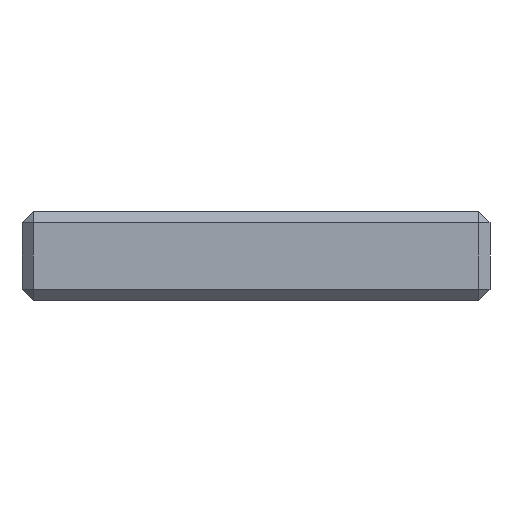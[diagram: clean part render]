
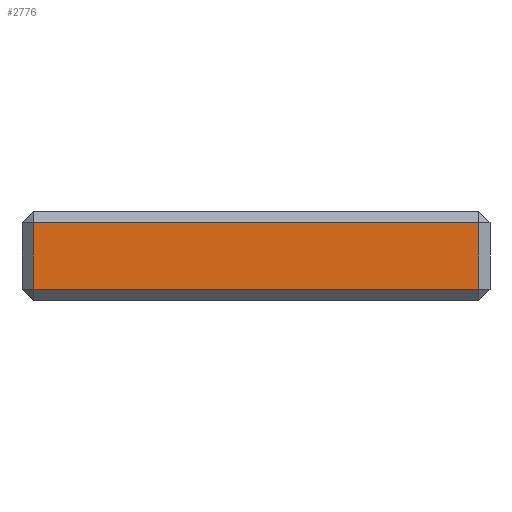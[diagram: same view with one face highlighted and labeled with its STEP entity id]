
A CAD part, front view. The second image highlights one B-rep face of the part: STEP entity #2776.
In plain terms, the highlighted planar face has unit normal (0, -1, 0).
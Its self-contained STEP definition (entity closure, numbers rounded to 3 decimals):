
#37 = VERTEX_POINT ( 'NONE', #722 ) ;
#99 = VERTEX_POINT ( 'NONE', #2163 ) ;
#156 = EDGE_CURVE ( 'NONE', #99, #2208, #1517, .T. ) ;
#204 = CARTESIAN_POINT ( 'NONE',  ( 4., 3., 1. ) ) ;
#231 = ORIENTED_EDGE ( 'NONE', *, *, #1787, .F. ) ;
#470 = VECTOR ( 'NONE', #1548, 1000. ) ;
#486 = VERTEX_POINT ( 'NONE', #2325 ) ;
#564 = LINE ( 'NONE', #1484, #2356 ) ;
#605 = AXIS2_PLACEMENT_3D ( 'NONE', #741, #2628, #1593 ) ;
#658 = CARTESIAN_POINT ( 'NONE',  ( 4., 3., 0. ) ) ;
#722 = CARTESIAN_POINT ( 'NONE',  ( 44., 3., 7. ) ) ;
#741 = CARTESIAN_POINT ( 'NONE',  ( 3., 3., 0. ) ) ;
#830 = DIRECTION ( 'NONE',  ( 1., 0., 0. ) ) ;
#1075 = ORIENTED_EDGE ( 'NONE', *, *, #2651, .F. ) ;
#1236 = CARTESIAN_POINT ( 'NONE',  ( 13.5, 3., 1. ) ) ;
#1433 = FACE_OUTER_BOUND ( 'NONE', #1739, .T. ) ;
#1484 = CARTESIAN_POINT ( 'NONE',  ( 13.5, 3., 7. ) ) ;
#1517 = LINE ( 'NONE', #1236, #470 ) ;
#1548 = DIRECTION ( 'NONE',  ( -1., 0., 0. ) ) ;
#1554 = VECTOR ( 'NONE', #2030, 1000. ) ;
#1593 = DIRECTION ( 'NONE',  ( -1., 0., 0. ) ) ;
#1616 = DIRECTION ( 'NONE',  ( 0., 0., -1. ) ) ;
#1625 = ORIENTED_EDGE ( 'NONE', *, *, #1879, .F. ) ;
#1739 = EDGE_LOOP ( 'NONE', ( #2913, #1075, #1625, #231 ) ) ;
#1787 = EDGE_CURVE ( 'NONE', #2208, #486, #2775, .T. ) ;
#1879 = EDGE_CURVE ( 'NONE', #486, #37, #564, .T. ) ;
#1907 = LINE ( 'NONE', #2845, #1989 ) ;
#1989 = VECTOR ( 'NONE', #1616, 1000. ) ;
#2030 = DIRECTION ( 'NONE',  ( 0., 0., 1. ) ) ;
#2163 = CARTESIAN_POINT ( 'NONE',  ( 44., 3., 1. ) ) ;
#2208 = VERTEX_POINT ( 'NONE', #204 ) ;
#2325 = CARTESIAN_POINT ( 'NONE',  ( 4., 3., 7. ) ) ;
#2356 = VECTOR ( 'NONE', #830, 1000. ) ;
#2628 = DIRECTION ( 'NONE',  ( 0., -1., 0. ) ) ;
#2651 = EDGE_CURVE ( 'NONE', #37, #99, #1907, .T. ) ;
#2775 = LINE ( 'NONE', #658, #1554 ) ;
#2776 = ADVANCED_FACE ( 'NONE', ( #1433 ), #2862, .T. ) ;
#2845 = CARTESIAN_POINT ( 'NONE',  ( 44., 3., 0. ) ) ;
#2862 = PLANE ( 'NONE',  #605 ) ;
#2913 = ORIENTED_EDGE ( 'NONE', *, *, #156, .F. ) ;
